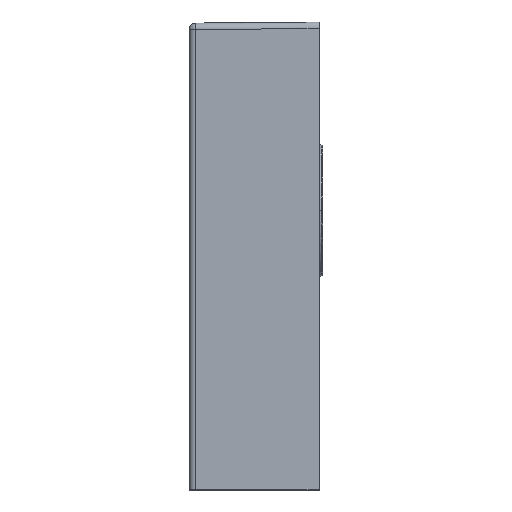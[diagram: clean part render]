
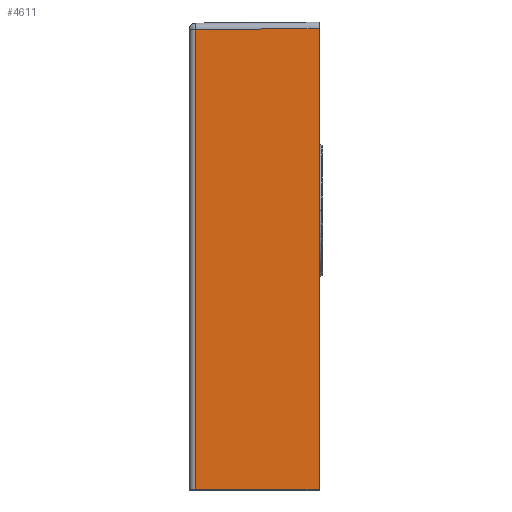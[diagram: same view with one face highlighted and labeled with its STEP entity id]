
A CAD part, left-side view. The second image highlights one B-rep face of the part: STEP entity #4611.
In plain terms, the highlighted planar face has unit normal (-1, 0.009, 0).
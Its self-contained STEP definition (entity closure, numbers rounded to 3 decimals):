
#53 = ORIENTED_EDGE ( 'NONE', *, *, #6072, .F. ) ;
#101 = EDGE_CURVE ( 'NONE', #5365, #2901, #1842, .T. ) ;
#360 = VERTEX_POINT ( 'NONE', #1200 ) ;
#373 = DIRECTION ( 'NONE',  ( 0.009, 1., 0. ) ) ;
#375 = DIRECTION ( 'NONE',  ( 0., 0., -1. ) ) ;
#973 = ORIENTED_EDGE ( 'NONE', *, *, #101, .T. ) ;
#1200 = CARTESIAN_POINT ( 'NONE',  ( -209.171, -4.956, -215. ) ) ;
#1413 = DIRECTION ( 'NONE',  ( -1., 0.009, 0. ) ) ;
#1557 = LINE ( 'NONE', #3534, #2225 ) ;
#1842 = LINE ( 'NONE', #3823, #5201 ) ;
#1899 = FACE_OUTER_BOUND ( 'NONE', #5626, .T. ) ;
#1916 = VECTOR ( 'NONE', #375, 1000. ) ;
#2166 = EDGE_CURVE ( 'NONE', #5365, #6339, #2838, .T. ) ;
#2198 = CARTESIAN_POINT ( 'NONE',  ( -210., -100., -215. ) ) ;
#2225 = VECTOR ( 'NONE', #5520, 1000. ) ;
#2244 = CARTESIAN_POINT ( 'NONE',  ( -210., -100., 140. ) ) ;
#2836 = LINE ( 'NONE', #4818, #4642 ) ;
#2838 = LINE ( 'NONE', #4820, #1916 ) ;
#2901 = VERTEX_POINT ( 'NONE', #5655 ) ;
#3394 = DIRECTION ( 'NONE',  ( -0.009, -1., 0. ) ) ;
#3534 = CARTESIAN_POINT ( 'NONE',  ( -209.171, -4.956, -215. ) ) ;
#3542 = ORIENTED_EDGE ( 'NONE', *, *, #2166, .F. ) ;
#3823 = CARTESIAN_POINT ( 'NONE',  ( -209.973, -96.902, 139.973 ) ) ;
#3880 = PLANE ( 'NONE',  #4321 ) ;
#4211 = EDGE_CURVE ( 'NONE', #2901, #360, #1557, .T. ) ;
#4321 = AXIS2_PLACEMENT_3D ( 'NONE', #5881, #1413, #3394 ) ;
#4611 = ADVANCED_FACE ( 'NONE', ( #1899 ), #3880, .T. ) ;
#4642 = VECTOR ( 'NONE', #373, 1000. ) ;
#4818 = CARTESIAN_POINT ( 'NONE',  ( -210.262, -129.998, -215. ) ) ;
#4820 = CARTESIAN_POINT ( 'NONE',  ( -210., -100., -215. ) ) ;
#5201 = VECTOR ( 'NONE', #5820, 1000. ) ;
#5365 = VERTEX_POINT ( 'NONE', #2244 ) ;
#5520 = DIRECTION ( 'NONE',  ( 0., 0., -1. ) ) ;
#5626 = EDGE_LOOP ( 'NONE', ( #973, #5775, #53, #3542 ) ) ;
#5655 = CARTESIAN_POINT ( 'NONE',  ( -209.171, -4.956, 139.171 ) ) ;
#5775 = ORIENTED_EDGE ( 'NONE', *, *, #4211, .T. ) ;
#5820 = DIRECTION ( 'NONE',  ( 0.009, 1., -0.009 ) ) ;
#5881 = CARTESIAN_POINT ( 'NONE',  ( -210., -100., -215. ) ) ;
#6072 = EDGE_CURVE ( 'NONE', #6339, #360, #2836, .T. ) ;
#6339 = VERTEX_POINT ( 'NONE', #2198 ) ;
